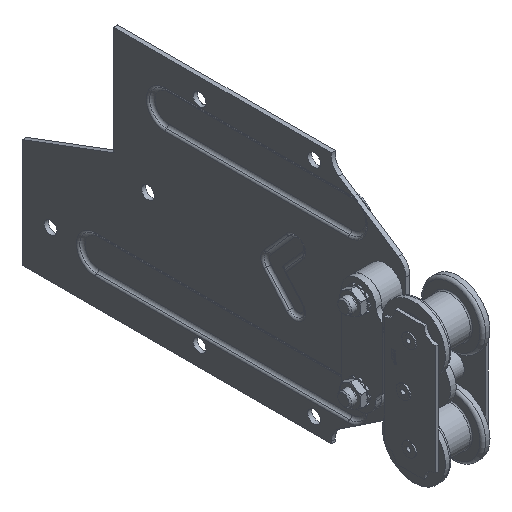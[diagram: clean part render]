
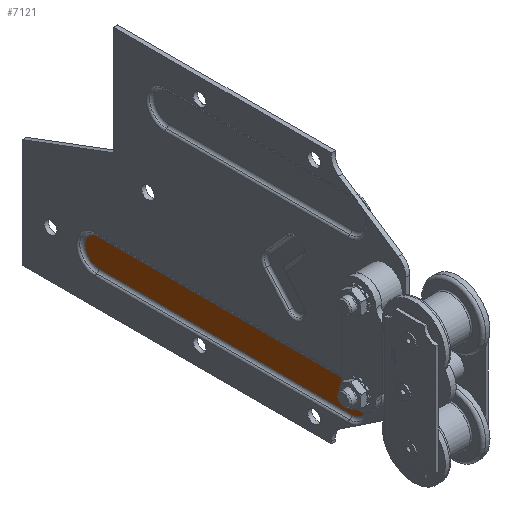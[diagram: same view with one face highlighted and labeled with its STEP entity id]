
A CAD part, isometric view. The second image highlights one B-rep face of the part: STEP entity #7121.
In plain terms, the highlighted face is planar.
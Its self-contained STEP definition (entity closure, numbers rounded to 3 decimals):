
#389=LINE('',#12014,#886);
#408=LINE('',#12120,#905);
#886=VECTOR('',#9185,10.);
#905=VECTOR('',#9300,10.);
#1662=FACE_OUTER_BOUND('',#2098,.T.);
#2098=EDGE_LOOP('',(#5194,#5195,#5196,#5197));
#2589=CIRCLE('',#7967,12.);
#2623=CIRCLE('',#8017,12.);
#3099=VERTEX_POINT('',#12006);
#3100=VERTEX_POINT('',#12008);
#3101=VERTEX_POINT('',#12012);
#3140=VERTEX_POINT('',#12116);
#3864=EDGE_CURVE('',#3099,#3100,#2589,.T.);
#3867=EDGE_CURVE('',#3101,#3099,#389,.T.);
#3919=EDGE_CURVE('',#3140,#3101,#2623,.T.);
#3920=EDGE_CURVE('',#3100,#3140,#408,.T.);
#5194=ORIENTED_EDGE('',*,*,#3867,.F.);
#5195=ORIENTED_EDGE('',*,*,#3919,.F.);
#5196=ORIENTED_EDGE('',*,*,#3920,.F.);
#5197=ORIENTED_EDGE('',*,*,#3864,.F.);
#6881=PLANE('',#8019);
#7121=ADVANCED_FACE('',(#1662),#6881,.F.);
#7967=AXIS2_PLACEMENT_3D('',#12009,#9177,#9178);
#8017=AXIS2_PLACEMENT_3D('',#12118,#9296,#9297);
#8019=AXIS2_PLACEMENT_3D('',#12121,#9301,#9302);
#9177=DIRECTION('center_axis',(0.,0.,1.));
#9178=DIRECTION('ref_axis',(0.,-1.,0.));
#9185=DIRECTION('',(0.,-1.,0.));
#9296=DIRECTION('center_axis',(0.,0.,1.));
#9297=DIRECTION('ref_axis',(0.,1.,0.));
#9300=DIRECTION('',(0.,1.,0.));
#9301=DIRECTION('center_axis',(0.,0.,1.));
#9302=DIRECTION('ref_axis',(1.,0.,0.));
#12006=CARTESIAN_POINT('',(-9.096,36.872,3.));
#12008=CARTESIAN_POINT('',(14.904,36.872,3.));
#12009=CARTESIAN_POINT('Origin',(2.904,36.872,3.));
#12012=CARTESIAN_POINT('',(-9.096,257.872,3.));
#12014=CARTESIAN_POINT('',(-9.096,34.242,3.));
#12116=CARTESIAN_POINT('',(14.904,257.872,3.));
#12118=CARTESIAN_POINT('Origin',(2.904,257.872,3.));
#12120=CARTESIAN_POINT('',(14.904,144.742,3.));
#12121=CARTESIAN_POINT('Origin',(2.904,31.612,3.));
